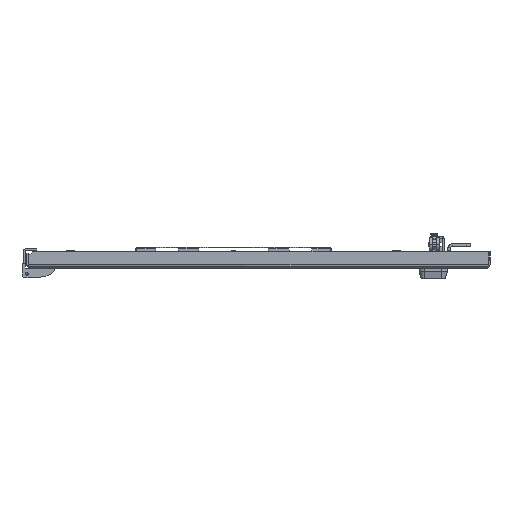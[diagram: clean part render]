
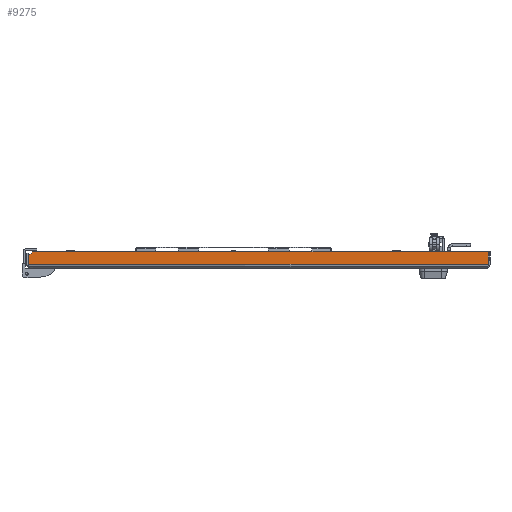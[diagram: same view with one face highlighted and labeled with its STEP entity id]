
A CAD part, left-side view. The second image highlights one B-rep face of the part: STEP entity #9275.
In plain terms, the highlighted planar face has unit normal (-1, 0, 0).
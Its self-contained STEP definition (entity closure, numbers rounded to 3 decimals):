
#221 = DIRECTION ( 'NONE',  ( 0., 1., 0. ) ) ;
#519 = LINE ( 'NONE', #27758, #9284 ) ;
#1903 = VERTEX_POINT ( 'NONE', #5282 ) ;
#3670 = VECTOR ( 'NONE', #12331, 1000. ) ;
#4103 = CARTESIAN_POINT ( 'NONE',  ( 0., -2.141, 2.7 ) ) ;
#5282 = CARTESIAN_POINT ( 'NONE',  ( 0., -589.359, 2.7 ) ) ;
#5769 = ORIENTED_EDGE ( 'NONE', *, *, #13549, .T. ) ;
#6399 = EDGE_CURVE ( 'NONE', #33870, #28853, #24760, .T. ) ;
#6432 = ORIENTED_EDGE ( 'NONE', *, *, #9862, .F. ) ;
#6455 = DIRECTION ( 'NONE',  ( 0., 0.707, -0.707 ) ) ;
#7089 = DIRECTION ( 'NONE',  ( 0., 0., 1. ) ) ;
#8785 = ORIENTED_EDGE ( 'NONE', *, *, #24236, .F. ) ;
#9275 = ADVANCED_FACE ( 'NONE', ( #12855 ), #12683, .F. ) ;
#9284 = VECTOR ( 'NONE', #32819, 1000. ) ;
#9286 = AXIS2_PLACEMENT_3D ( 'NONE', #25428, #28235, #33291 ) ;
#9522 = LINE ( 'NONE', #4103, #19135 ) ;
#9862 = EDGE_CURVE ( 'NONE', #1903, #18023, #29400, .T. ) ;
#12331 = DIRECTION ( 'NONE',  ( 0., 1., 0. ) ) ;
#12503 = LINE ( 'NONE', #34154, #3670 ) ;
#12683 = PLANE ( 'NONE',  #9286 ) ;
#12855 = FACE_OUTER_BOUND ( 'NONE', #33368, .T. ) ;
#13208 = VECTOR ( 'NONE', #221, 1000. ) ;
#13549 = EDGE_CURVE ( 'NONE', #32866, #33870, #12503, .T. ) ;
#15126 = EDGE_CURVE ( 'NONE', #1903, #32866, #519, .T. ) ;
#15354 = ORIENTED_EDGE ( 'NONE', *, *, #6399, .T. ) ;
#15536 = CARTESIAN_POINT ( 'NONE',  ( 0., -589.359, 19. ) ) ;
#18023 = VERTEX_POINT ( 'NONE', #29037 ) ;
#19135 = VECTOR ( 'NONE', #7089, 1000. ) ;
#19246 = CARTESIAN_POINT ( 'NONE',  ( 0., -2.141, 14. ) ) ;
#24140 = CARTESIAN_POINT ( 'NONE',  ( 0., 0., 2.7 ) ) ;
#24236 = EDGE_CURVE ( 'NONE', #18023, #28853, #9522, .T. ) ;
#24244 = ORIENTED_EDGE ( 'NONE', *, *, #15126, .T. ) ;
#24760 = LINE ( 'NONE', #25118, #30572 ) ;
#25118 = CARTESIAN_POINT ( 'NONE',  ( 0., -2.141, 14. ) ) ;
#25428 = CARTESIAN_POINT ( 'NONE',  ( 0., 0., 0. ) ) ;
#27758 = CARTESIAN_POINT ( 'NONE',  ( 0., -589.359, 2.7 ) ) ;
#28235 = DIRECTION ( 'NONE',  ( 1., 0., 0. ) ) ;
#28853 = VERTEX_POINT ( 'NONE', #19246 ) ;
#29037 = CARTESIAN_POINT ( 'NONE',  ( 0., -2.141, 2.7 ) ) ;
#29400 = LINE ( 'NONE', #24140, #13208 ) ;
#30572 = VECTOR ( 'NONE', #6455, 1000. ) ;
#32819 = DIRECTION ( 'NONE',  ( 0., 0., 1. ) ) ;
#32866 = VERTEX_POINT ( 'NONE', #15536 ) ;
#33291 = DIRECTION ( 'NONE',  ( 0., 0., -1. ) ) ;
#33368 = EDGE_LOOP ( 'NONE', ( #5769, #15354, #8785, #6432, #24244 ) ) ;
#33546 = CARTESIAN_POINT ( 'NONE',  ( 0., -7.141, 19. ) ) ;
#33870 = VERTEX_POINT ( 'NONE', #33546 ) ;
#34154 = CARTESIAN_POINT ( 'NONE',  ( 0., 0., 19. ) ) ;
